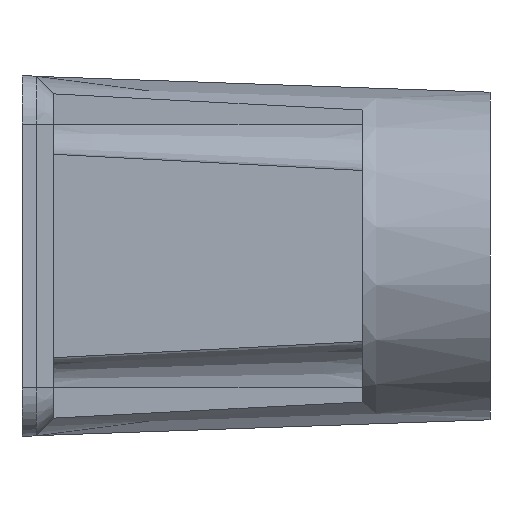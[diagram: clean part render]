
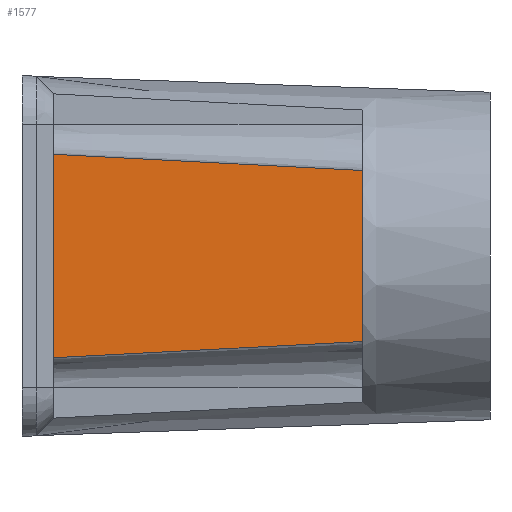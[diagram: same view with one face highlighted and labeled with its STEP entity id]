
A CAD part, left-side view. The second image highlights one B-rep face of the part: STEP entity #1577.
In plain terms, the highlighted planar face has unit normal (-0.999, -0.052, 0).
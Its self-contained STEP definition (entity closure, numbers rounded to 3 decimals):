
#15 = FACE_OUTER_BOUND ( 'NONE', #563, .T. ) ;
#217 = PLANE ( 'NONE',  #3519 ) ;
#548 = EDGE_CURVE ( 'NONE', #3965, #760, #2331, .T. ) ;
#563 = EDGE_LOOP ( 'NONE', ( #2044, #1169, #1266, #1422 ) ) ;
#724 = VERTEX_POINT ( 'NONE', #3252 ) ;
#760 = VERTEX_POINT ( 'NONE', #2906 ) ;
#983 = CARTESIAN_POINT ( 'NONE',  ( -103.612, -7.392, 31. ) ) ;
#1043 = DIRECTION ( 'NONE',  ( -0.052, 0.997, -0.052 ) ) ;
#1161 = LINE ( 'NONE', #1457, #1419 ) ;
#1169 = ORIENTED_EDGE ( 'NONE', *, *, #548, .T. ) ;
#1266 = ORIENTED_EDGE ( 'NONE', *, *, #1389, .F. ) ;
#1379 = LINE ( 'NONE', #1524, #2059 ) ;
#1389 = EDGE_CURVE ( 'NONE', #724, #760, #3166, .T. ) ;
#1391 = DIRECTION ( 'NONE',  ( 0., 0., -1. ) ) ;
#1419 = VECTOR ( 'NONE', #3647, 1000. ) ;
#1422 = ORIENTED_EDGE ( 'NONE', *, *, #3795, .F. ) ;
#1454 = DIRECTION ( 'NONE',  ( -0.999, -0.052, 0. ) ) ;
#1457 = CARTESIAN_POINT ( 'NONE',  ( -99.807, -80.002, 31. ) ) ;
#1524 = CARTESIAN_POINT ( 'NONE',  ( -103.631, -7.022, 23.919 ) ) ;
#1577 = ADVANCED_FACE ( 'NONE', ( #15 ), #217, .T. ) ;
#1590 = VECTOR ( 'NONE', #1391, 1000. ) ;
#1705 = CARTESIAN_POINT ( 'NONE',  ( -103.462, -10.249, -23.75 ) ) ;
#2044 = ORIENTED_EDGE ( 'NONE', *, *, #3164, .F. ) ;
#2059 = VECTOR ( 'NONE', #2816, 1000. ) ;
#2111 = CARTESIAN_POINT ( 'NONE',  ( -103.612, -7.392, 31. ) ) ;
#2130 = CARTESIAN_POINT ( 'NONE',  ( -103.612, -7.392, 23.9 ) ) ;
#2170 = CARTESIAN_POINT ( 'NONE',  ( -99.807, -80.002, 20.1 ) ) ;
#2192 = VECTOR ( 'NONE', #1043, 1000. ) ;
#2331 = LINE ( 'NONE', #983, #1590 ) ;
#2816 = DIRECTION ( 'NONE',  ( 0.052, -0.997, -0.052 ) ) ;
#2906 = CARTESIAN_POINT ( 'NONE',  ( -103.612, -7.392, -23.9 ) ) ;
#3125 = VERTEX_POINT ( 'NONE', #2170 ) ;
#3164 = EDGE_CURVE ( 'NONE', #3965, #3125, #1379, .T. ) ;
#3166 = LINE ( 'NONE', #1705, #2192 ) ;
#3252 = CARTESIAN_POINT ( 'NONE',  ( -99.807, -80.002, -20.1 ) ) ;
#3519 = AXIS2_PLACEMENT_3D ( 'NONE', #2111, #1454, #3959 ) ;
#3647 = DIRECTION ( 'NONE',  ( 0., 0., -1. ) ) ;
#3795 = EDGE_CURVE ( 'NONE', #3125, #724, #1161, .T. ) ;
#3959 = DIRECTION ( 'NONE',  ( 0.052, -0.999, 0. ) ) ;
#3965 = VERTEX_POINT ( 'NONE', #2130 ) ;
